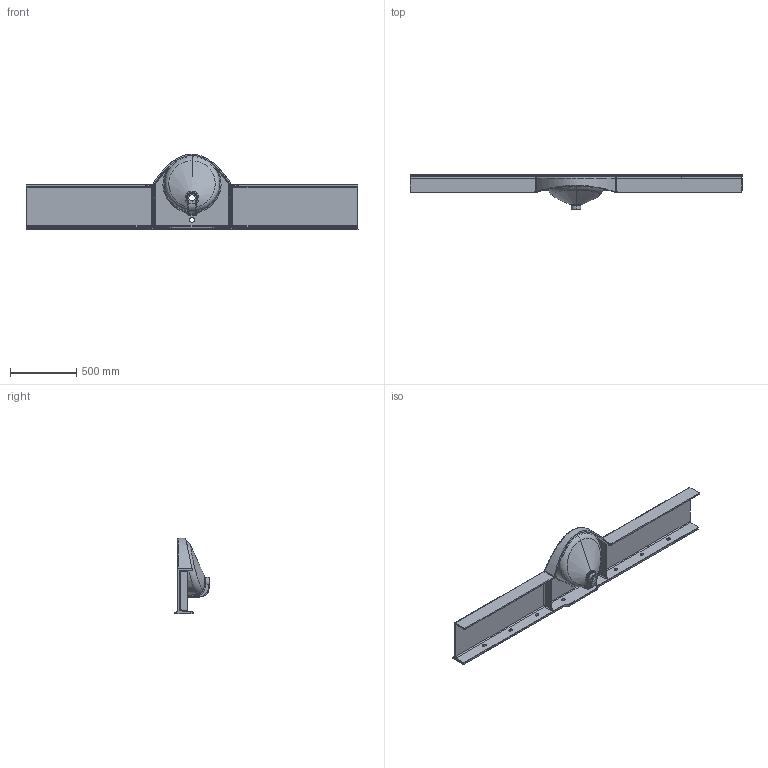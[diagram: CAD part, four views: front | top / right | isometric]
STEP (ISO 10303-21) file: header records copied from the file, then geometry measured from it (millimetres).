
FILE_DESCRIPTION (( 'STEP AP203' ), '1' );
FILE_NAME ('Wet_Set.STEP', '2021-09-09T07:47:46', ( '' ), ( '' ), 'SwSTEP 2.0', 'SolidWorks 2020', '' );
FILE_SCHEMA (( 'CONFIG_CONTROL_DESIGN' ));
Length unit declared in the file: millimetre
Products named in the file (1): Wet_Set
Bounding box: 2500 x 259.17 x 569.8 mm (x, y, z)
Volume: 21742277.6 mm3; surface area: 3270195 mm2
Topology: 1 solids, 1 shells, 281 faces, 713 edges, 423 vertices
Faces by surface type: cylinder 105, bspline 64, plane 59, torus 24, sphere 15, cone 14
Entity records: 22757 total; most frequent: CARTESIAN_POINT 16476, ORIENTED_EDGE 1408, DIRECTION 1186, EDGE_CURVE 704, AXIS2_PLACEMENT_3D 453, VERTEX_POINT 423, EDGE_LOOP 301, ADVANCED_FACE 281
